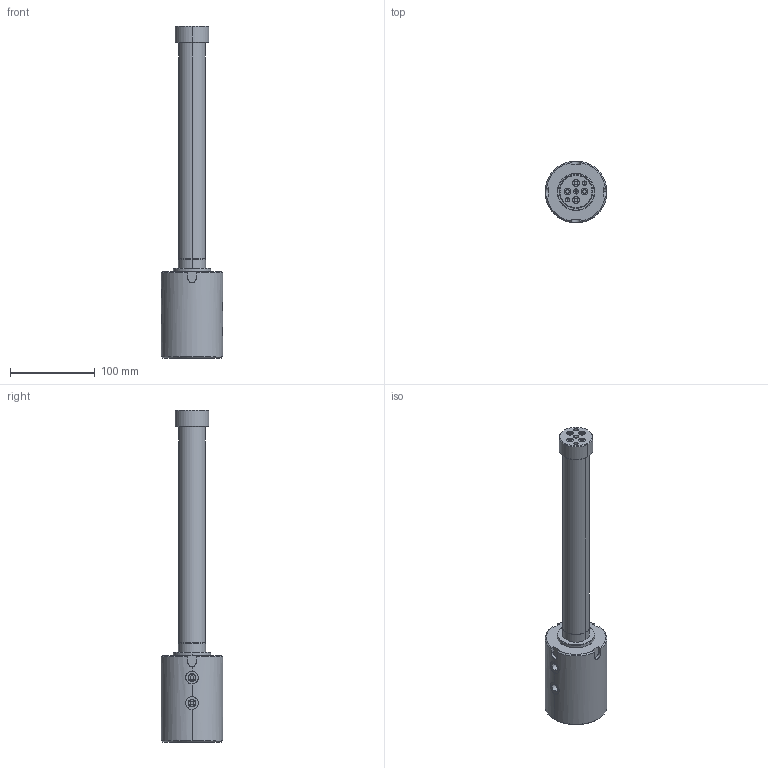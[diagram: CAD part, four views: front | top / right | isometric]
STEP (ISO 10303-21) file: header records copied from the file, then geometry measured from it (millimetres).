
FILE_DESCRIPTION (( 'STEP AP203' ), '1' );
FILE_NAME ('YRA-4-400装配体.STEP', '2022-09-19T03:19:49', ( '微软用户' ), ( '微软中国' ), 'SwSTEP 2.0', 'SolidWorks 2012', '' );
FILE_SCHEMA (( 'CONFIG_CONTROL_DESIGN' ));
Length unit declared in the file: millimetre
Products named in the file (4): YRA-4-400蚾饜极; YRA-4-255-綴裔; YRA-4-400蛌粣; YRA-4-255-掛极
Assembly tree (3 placements, depth 2):
  YRA-4-400蚾饜极
    YRA-4-255-掛极
    YRA-4-400蛌粣
    YRA-4-255-綴裔
Bounding box: 73 x 73 x 392 mm (x, y, z)
Volume: 644889.5 mm3; surface area: 99904.1 mm2
Topology: 3 solids, 3 shells, 183 faces, 410 edges, 250 vertices
Faces by surface type: cylinder 91, plane 52, cone 40
Entity records: 6353 total; most frequent: CARTESIAN_POINT 1813, DIRECTION 931, ORIENTED_EDGE 800, EDGE_CURVE 400, AXIS2_PLACEMENT_3D 380, VERTEX_POINT 250, EDGE_LOOP 218, CIRCLE 191
